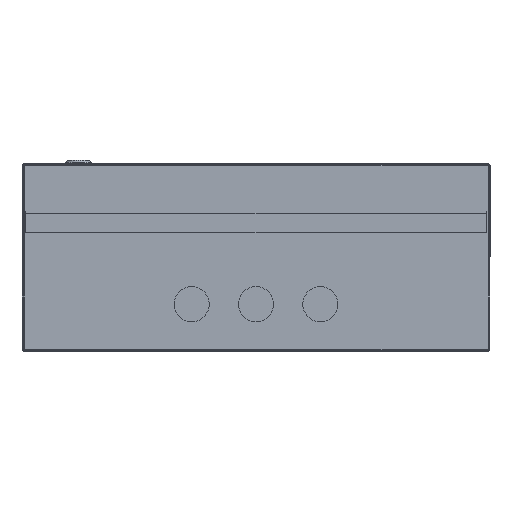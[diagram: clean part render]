
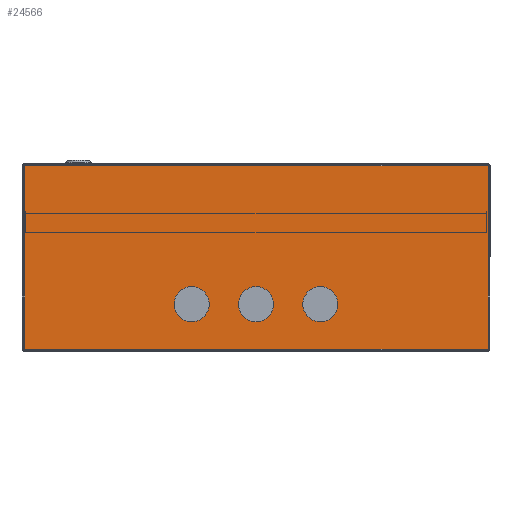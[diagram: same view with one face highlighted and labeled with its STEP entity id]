
A CAD part, front view. The second image highlights one B-rep face of the part: STEP entity #24566.
In plain terms, the highlighted planar face has unit normal (0, -1, 0).
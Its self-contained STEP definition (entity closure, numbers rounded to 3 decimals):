
#327 = EDGE_LOOP ( 'NONE', ( #13952, #13888 ) ) ;
#364 = VECTOR ( 'NONE', #28566, 1000. ) ;
#426 = ORIENTED_EDGE ( 'NONE', *, *, #5957, .F. ) ;
#601 = DIRECTION ( 'NONE',  ( 0., 0., -1. ) ) ;
#797 = AXIS2_PLACEMENT_3D ( 'NONE', #3326, #27758, #24618 ) ;
#1245 = VECTOR ( 'NONE', #23000, 1000. ) ;
#1289 = EDGE_LOOP ( 'NONE', ( #34769, #426 ) ) ;
#1436 = CARTESIAN_POINT ( 'NONE',  ( -200., -250., -40. ) ) ;
#1719 = DIRECTION ( 'NONE',  ( 1., 0., 0. ) ) ;
#2320 = VECTOR ( 'NONE', #601, 1000. ) ;
#2340 = CARTESIAN_POINT ( 'NONE',  ( -200., -250., -40. ) ) ;
#2766 = CARTESIAN_POINT ( 'NONE',  ( -397.8, -250., 78.4 ) ) ;
#3326 = CARTESIAN_POINT ( 'NONE',  ( -0.6, -250., 78.4 ) ) ;
#4831 = CIRCLE ( 'NONE', #30612, 15. ) ;
#5223 = CARTESIAN_POINT ( 'NONE',  ( -0.6, -250., -78.4 ) ) ;
#5236 = CARTESIAN_POINT ( 'NONE',  ( -397.8, -250., 78.4 ) ) ;
#5556 = DIRECTION ( 'NONE',  ( -1., 0., 0. ) ) ;
#5957 = EDGE_CURVE ( 'NONE', #15145, #16742, #31204, .T. ) ;
#6827 = EDGE_CURVE ( 'NONE', #11527, #10695, #30311, .T. ) ;
#6908 = EDGE_CURVE ( 'NONE', #16662, #32171, #4831, .T. ) ;
#7577 = EDGE_CURVE ( 'NONE', #8977, #10695, #16680, .T. ) ;
#7662 = ORIENTED_EDGE ( 'NONE', *, *, #6827, .F. ) ;
#7824 = CARTESIAN_POINT ( 'NONE',  ( -1.6, -250., -78.4 ) ) ;
#7830 = AXIS2_PLACEMENT_3D ( 'NONE', #32260, #17678, #29287 ) ;
#8216 = LINE ( 'NONE', #5236, #1245 ) ;
#8977 = VERTEX_POINT ( 'NONE', #28189 ) ;
#10466 = LINE ( 'NONE', #22875, #364 ) ;
#10695 = VERTEX_POINT ( 'NONE', #7824 ) ;
#10821 = ORIENTED_EDGE ( 'NONE', *, *, #17013, .F. ) ;
#11527 = VERTEX_POINT ( 'NONE', #25476 ) ;
#12966 = AXIS2_PLACEMENT_3D ( 'NONE', #2340, #14362, #26367 ) ;
#13888 = ORIENTED_EDGE ( 'NONE', *, *, #6908, .F. ) ;
#13952 = ORIENTED_EDGE ( 'NONE', *, *, #37955, .F. ) ;
#14031 = DIRECTION ( 'NONE',  ( 1., 0., 0. ) ) ;
#14055 = CARTESIAN_POINT ( 'NONE',  ( -130., -250., -40. ) ) ;
#14362 = DIRECTION ( 'NONE',  ( 0., -1., 0. ) ) ;
#14838 = CARTESIAN_POINT ( 'NONE',  ( -215., -250., -40. ) ) ;
#15145 = VERTEX_POINT ( 'NONE', #14838 ) ;
#15546 = DIRECTION ( 'NONE',  ( 1., 0., 0. ) ) ;
#15753 = FACE_BOUND ( 'NONE', #25284, .T. ) ;
#16396 = EDGE_CURVE ( 'NONE', #28415, #23916, #31083, .T. ) ;
#16463 = CARTESIAN_POINT ( 'NONE',  ( -240., -250., -40. ) ) ;
#16662 = VERTEX_POINT ( 'NONE', #25239 ) ;
#16680 = LINE ( 'NONE', #5223, #28764 ) ;
#16742 = VERTEX_POINT ( 'NONE', #21066 ) ;
#17013 = EDGE_CURVE ( 'NONE', #23916, #28415, #33652, .T. ) ;
#17400 = CIRCLE ( 'NONE', #33761, 15. ) ;
#17581 = CARTESIAN_POINT ( 'NONE',  ( -145., -250., -40. ) ) ;
#17632 = EDGE_CURVE ( 'NONE', #11527, #25470, #10466, .T. ) ;
#17678 = DIRECTION ( 'NONE',  ( 0., -1., 0. ) ) ;
#17913 = PLANE ( 'NONE',  #797 ) ;
#19137 = CARTESIAN_POINT ( 'NONE',  ( -160., -250., -40. ) ) ;
#20166 = EDGE_LOOP ( 'NONE', ( #7662, #25717, #33457, #25816 ) ) ;
#20306 = AXIS2_PLACEMENT_3D ( 'NONE', #1436, #34709, #14031 ) ;
#21066 = CARTESIAN_POINT ( 'NONE',  ( -185., -250., -40. ) ) ;
#21075 = FACE_BOUND ( 'NONE', #327, .T. ) ;
#21473 = FACE_OUTER_BOUND ( 'NONE', #20166, .T. ) ;
#21573 = CIRCLE ( 'NONE', #20306, 15. ) ;
#21857 = DIRECTION ( 'NONE',  ( 0., -1., 0. ) ) ;
#22250 = DIRECTION ( 'NONE',  ( 1., 0., 0. ) ) ;
#22875 = CARTESIAN_POINT ( 'NONE',  ( -0.6, -250., 78.4 ) ) ;
#23000 = DIRECTION ( 'NONE',  ( 0., 0., -1. ) ) ;
#23916 = VERTEX_POINT ( 'NONE', #14055 ) ;
#24566 = ADVANCED_FACE ( 'NONE', ( #15753, #21075, #36222, #21473 ), #17913, .F. ) ;
#24608 = CARTESIAN_POINT ( 'NONE',  ( -255., -250., -40. ) ) ;
#24618 = DIRECTION ( 'NONE',  ( -1., 0., 0. ) ) ;
#25239 = CARTESIAN_POINT ( 'NONE',  ( -270., -250., -40. ) ) ;
#25284 = EDGE_LOOP ( 'NONE', ( #10821, #26860 ) ) ;
#25470 = VERTEX_POINT ( 'NONE', #2766 ) ;
#25476 = CARTESIAN_POINT ( 'NONE',  ( -1.6, -250., 78.4 ) ) ;
#25717 = ORIENTED_EDGE ( 'NONE', *, *, #17632, .T. ) ;
#25816 = ORIENTED_EDGE ( 'NONE', *, *, #7577, .T. ) ;
#26367 = DIRECTION ( 'NONE',  ( 1., 0., 0. ) ) ;
#26860 = ORIENTED_EDGE ( 'NONE', *, *, #16396, .F. ) ;
#27196 = DIRECTION ( 'NONE',  ( 0., -1., 0. ) ) ;
#27758 = DIRECTION ( 'NONE',  ( 0., 1., 0. ) ) ;
#28189 = CARTESIAN_POINT ( 'NONE',  ( -397.8, -250., -78.4 ) ) ;
#28415 = VERTEX_POINT ( 'NONE', #19137 ) ;
#28526 = CARTESIAN_POINT ( 'NONE',  ( -255., -250., -40. ) ) ;
#28538 = EDGE_CURVE ( 'NONE', #16742, #15145, #21573, .T. ) ;
#28566 = DIRECTION ( 'NONE',  ( -1., 0., 0. ) ) ;
#28764 = VECTOR ( 'NONE', #1719, 1000. ) ;
#29287 = DIRECTION ( 'NONE',  ( -1., 0., 0. ) ) ;
#30311 = LINE ( 'NONE', #36031, #2320 ) ;
#30612 = AXIS2_PLACEMENT_3D ( 'NONE', #28526, #36809, #22250 ) ;
#31083 = CIRCLE ( 'NONE', #36103, 15. ) ;
#31204 = CIRCLE ( 'NONE', #12966, 15. ) ;
#32171 = VERTEX_POINT ( 'NONE', #16463 ) ;
#32260 = CARTESIAN_POINT ( 'NONE',  ( -145., -250., -40. ) ) ;
#33457 = ORIENTED_EDGE ( 'NONE', *, *, #35052, .T. ) ;
#33652 = CIRCLE ( 'NONE', #7830, 15. ) ;
#33761 = AXIS2_PLACEMENT_3D ( 'NONE', #24608, #21857, #15546 ) ;
#34709 = DIRECTION ( 'NONE',  ( 0., -1., 0. ) ) ;
#34769 = ORIENTED_EDGE ( 'NONE', *, *, #28538, .F. ) ;
#35052 = EDGE_CURVE ( 'NONE', #25470, #8977, #8216, .T. ) ;
#36031 = CARTESIAN_POINT ( 'NONE',  ( -1.6, -250., -78.4 ) ) ;
#36103 = AXIS2_PLACEMENT_3D ( 'NONE', #17581, #27196, #5556 ) ;
#36222 = FACE_BOUND ( 'NONE', #1289, .T. ) ;
#36809 = DIRECTION ( 'NONE',  ( 0., -1., 0. ) ) ;
#37955 = EDGE_CURVE ( 'NONE', #32171, #16662, #17400, .T. ) ;
